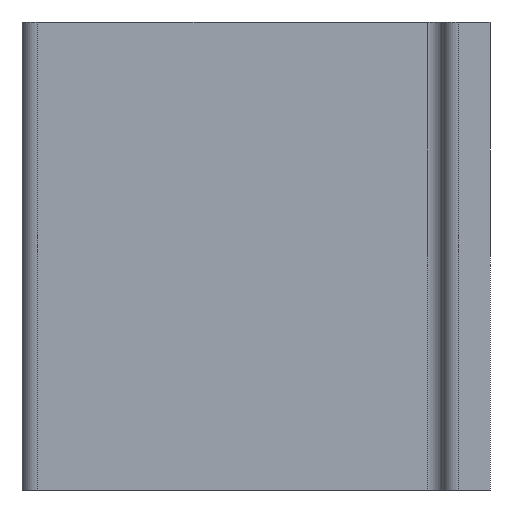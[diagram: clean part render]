
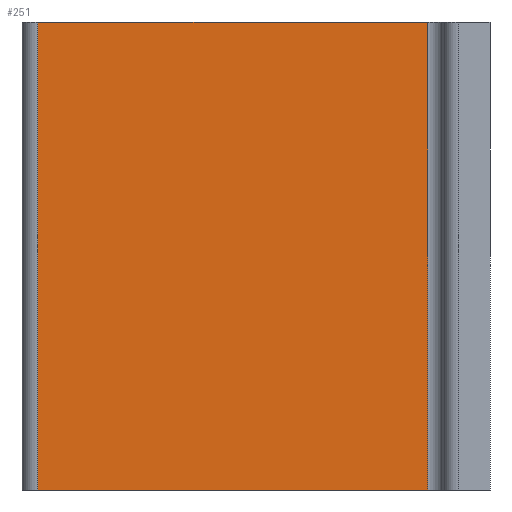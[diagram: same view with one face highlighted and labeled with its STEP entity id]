
A CAD part, front view. The second image highlights one B-rep face of the part: STEP entity #251.
In plain terms, the highlighted planar face has unit normal (0, -1, 0).
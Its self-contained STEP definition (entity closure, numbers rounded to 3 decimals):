
#10 = CARTESIAN_POINT ( 'NONE',  ( -29., -3., 30. ) ) ;
#25 = VERTEX_POINT ( 'NONE', #158 ) ;
#39 = CARTESIAN_POINT ( 'NONE',  ( -4., -3., 0. ) ) ;
#42 = VERTEX_POINT ( 'NONE', #10 ) ;
#45 = DIRECTION ( 'NONE',  ( 0., 1., 0. ) ) ;
#79 = ORIENTED_EDGE ( 'NONE', *, *, #371, .T. ) ;
#105 = VECTOR ( 'NONE', #336, 1000. ) ;
#127 = ORIENTED_EDGE ( 'NONE', *, *, #182, .F. ) ;
#144 = LINE ( 'NONE', #343, #333 ) ;
#149 = VERTEX_POINT ( 'NONE', #39 ) ;
#153 = DIRECTION ( 'NONE',  ( 0., 0., 1. ) ) ;
#158 = CARTESIAN_POINT ( 'NONE',  ( -4., -3., 30. ) ) ;
#159 = ORIENTED_EDGE ( 'NONE', *, *, #231, .T. ) ;
#182 = EDGE_CURVE ( 'NONE', #42, #25, #304, .T. ) ;
#188 = DIRECTION ( 'NONE',  ( 1., 0., 0. ) ) ;
#202 = EDGE_CURVE ( 'NONE', #42, #380, #387, .T. ) ;
#220 = CARTESIAN_POINT ( 'NONE',  ( -29., -3., 30. ) ) ;
#230 = PLANE ( 'NONE',  #399 ) ;
#231 = EDGE_CURVE ( 'NONE', #380, #149, #291, .T. ) ;
#251 = ADVANCED_FACE ( 'NONE', ( #285 ), #230, .F. ) ;
#256 = DIRECTION ( 'NONE',  ( 0., 0., -1. ) ) ;
#261 = ORIENTED_EDGE ( 'NONE', *, *, #202, .T. ) ;
#269 = CARTESIAN_POINT ( 'NONE',  ( -3., -3., 30. ) ) ;
#280 = VECTOR ( 'NONE', #256, 1000. ) ;
#283 = VECTOR ( 'NONE', #188, 1000. ) ;
#285 = FACE_OUTER_BOUND ( 'NONE', #390, .T. ) ;
#291 = LINE ( 'NONE', #300, #105 ) ;
#300 = CARTESIAN_POINT ( 'NONE',  ( -3., -3., 0. ) ) ;
#304 = LINE ( 'NONE', #325, #283 ) ;
#325 = CARTESIAN_POINT ( 'NONE',  ( -3., -3., 30. ) ) ;
#330 = DIRECTION ( 'NONE',  ( -1., 0., 0. ) ) ;
#333 = VECTOR ( 'NONE', #153, 1000. ) ;
#336 = DIRECTION ( 'NONE',  ( 1., 0., 0. ) ) ;
#343 = CARTESIAN_POINT ( 'NONE',  ( -4., -3., 30. ) ) ;
#366 = CARTESIAN_POINT ( 'NONE',  ( -29., -3., 0. ) ) ;
#371 = EDGE_CURVE ( 'NONE', #149, #25, #144, .T. ) ;
#380 = VERTEX_POINT ( 'NONE', #366 ) ;
#387 = LINE ( 'NONE', #220, #280 ) ;
#390 = EDGE_LOOP ( 'NONE', ( #127, #261, #159, #79 ) ) ;
#399 = AXIS2_PLACEMENT_3D ( 'NONE', #269, #45, #330 ) ;
